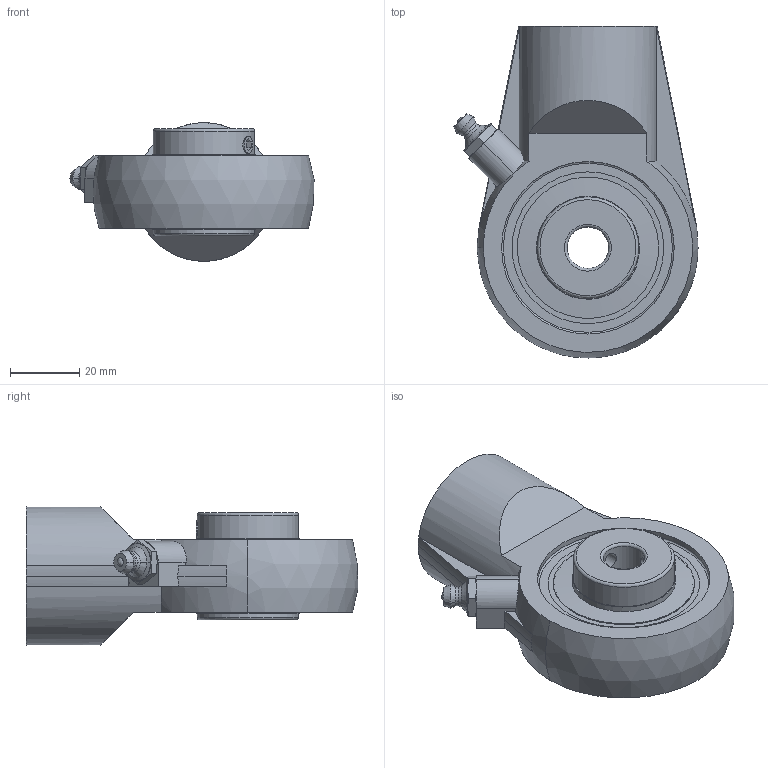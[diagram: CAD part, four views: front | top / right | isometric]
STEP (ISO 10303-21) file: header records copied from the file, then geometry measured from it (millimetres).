
FILE_DESCRIPTION(('HOOPS Exchange Step'),'2;1');
FILE_NAME('export-9AA143BC-5EF0-4A65-823E-D1D049559200.stp','2019-12-13T13:30:04-08:00',('ibuslach'),('Alibre'),'HOOPS Exchange 2019.2','Alibre','Unknown authorisation');
FILE_SCHEMA( ('AP242_MANAGED_MODEL_BASED_3D_ENGINEERING_MIM_LF {1 0 10303 442 1 1 4 }') );
Length unit declared in the file: centimetre
Products named in the file (7): MRN SHA 204; ZERK 6mm; SUC 201 RACES; SUC 201 SHIELD; SUC 201 SS; MRN SUC 201; MRN SUCHA 201
Assembly tree (8 placements, depth 3):
  MRN SUCHA 201
    MRN SHA 204
    ZERK 6mm
    MRN SUC 201
      SUC 201 RACES
      SUC 201 SHIELD  x2
      SUC 201 SS  x2
Bounding box: 70.47 x 95.8 x 39.97 mm (x, y, z)
Volume: 90468.6 mm3; surface area: 32149.6 mm2
Topology: 8 solids, 8 shells, 164 faces, 423 edges, 273 vertices
Faces by surface type: plane 62, cylinder 38, cone 35, torus 14, sphere 11, bspline 4
Full cylindrical faces by diameter (mm): 1.502 x2, 4.917 x4, 6 x2, 12 x1, 19.05 x1, 29.21 x3, 29.718 x2, 40 x1, 40.792 x2, 49.818 x2
Entity records: 7539 total; most frequent: CARTESIAN_POINT 3757, DIRECTION 815, ORIENTED_EDGE 742, EDGE_CURVE 371, AXIS2_PLACEMENT_3D 352, VERTEX_POINT 242, CIRCLE 180, EDGE_LOOP 169
